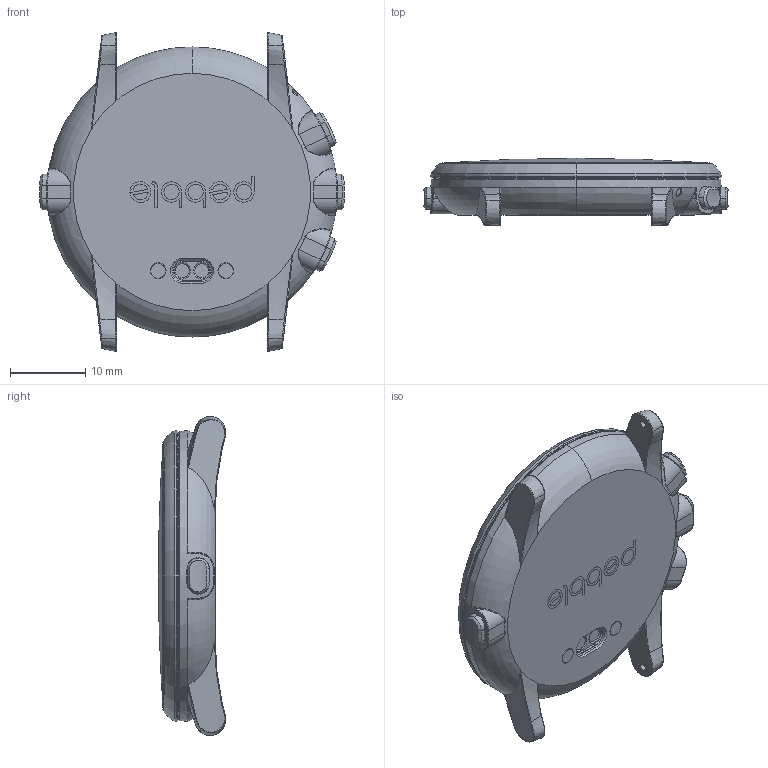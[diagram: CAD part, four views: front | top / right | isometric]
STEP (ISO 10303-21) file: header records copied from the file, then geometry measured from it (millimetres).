
FILE_DESCRIPTION (( 'STEP AP214' ), '1' );
FILE_NAME ('PebbleTimeRound20mm.STEP', '2015-12-01T07:41:50', ( '' ), ( '' ), 'SwSTEP 2.0', 'SolidWorks 2013', '' );
FILE_SCHEMA (( 'AUTOMOTIVE_DESIGN' ));
Length unit declared in the file: millimetre
Products named in the file (1): PebbleTimeRound20mm
Bounding box: 40.45 x 8.9 x 42.32 mm (x, y, z)
Volume: 8120.7 mm3; surface area: 3451.4 mm2
Topology: 1 solids, 1 shells, 329 faces, 873 edges, 578 vertices
Faces by surface type: bspline 116, cylinder 76, plane 76, torus 31, cone 28, sphere 2
Entity records: 22299 total; most frequent: CARTESIAN_POINT 11882, ORIENTED_EDGE 1746, DIRECTION 1107, EDGE_CURVE 873, VERTEX_POINT 578, AXIS2_PLACEMENT_3D 471, B_SPLINE_CURVE_WITH_KNOTS 443, EDGE_LOOP 361
